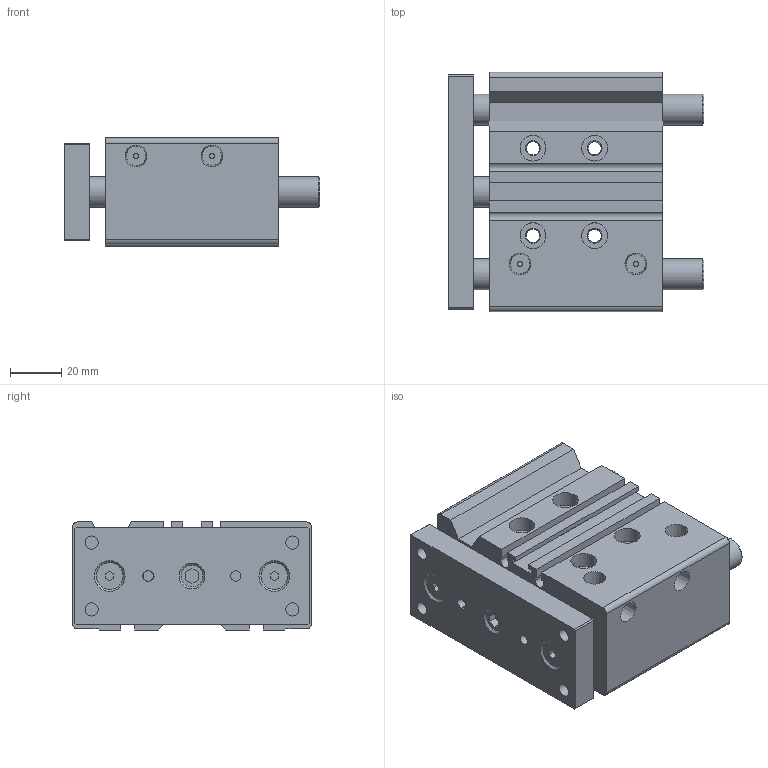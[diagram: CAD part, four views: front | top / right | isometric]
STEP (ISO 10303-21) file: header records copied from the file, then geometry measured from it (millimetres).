
FILE_DESCRIPTION((''),'2;1');
FILE_NAME('NTRC25X30L.STEP','2012-12-01T17:24:07',('Administrator'),(''),'CADlook_v9.0','Cimatron E 8.0','');
FILE_SCHEMA(('AUTOMOTIVE_DESIGN { 1 2 10303 214 0 1 1 1 }'));
Length unit declared in the file: millimetre
Bounding box: 99.5 x 93 x 42 mm (x, y, z)
Volume: 267086 mm3; surface area: 62974.7 mm2
Topology: 2 solids, 2 shells, 213 faces, 516 edges, 344 vertices
Faces by surface type: plane 153, cylinder 51, cone 9
Full cylindrical faces by diameter (mm): 2 x4, 4 x6, 5.1 x8, 5.2 x4, 5.8 x4, 10 x4, 12 x6, 28 x1
Entity records: 7763 total; most frequent: DIRECTION 1030, CARTESIAN_POINT 1028, ORIENTED_EDGE 940, EDGE_CURVE 470, AXIS2_PLACEMENT_3D 346, VERTEX_POINT 344, VECTOR 338, LINE 338
